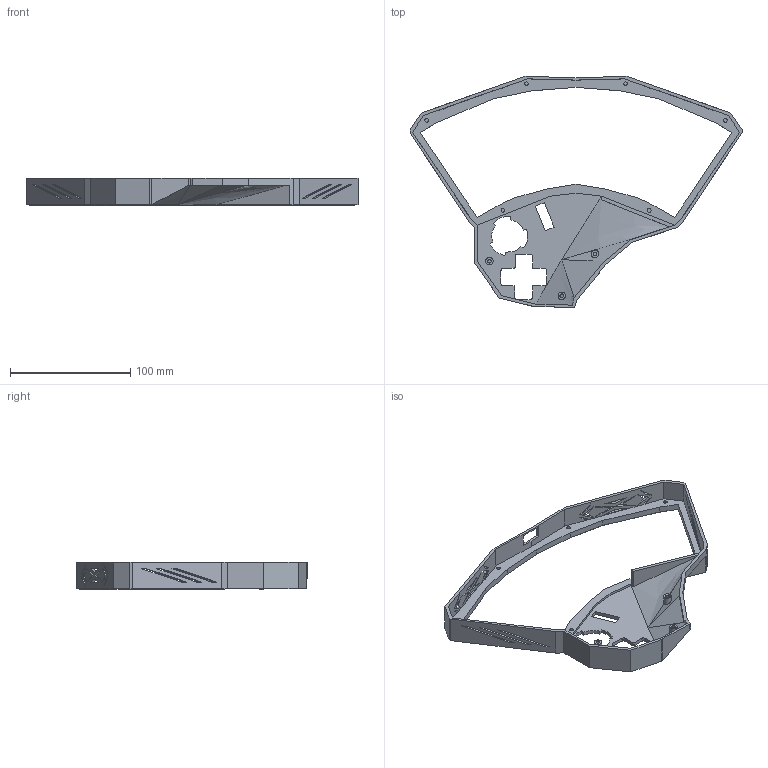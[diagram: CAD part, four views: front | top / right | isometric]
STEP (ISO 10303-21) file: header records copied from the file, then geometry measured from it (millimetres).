
FILE_DESCRIPTION(/* description */ (''),/* implementation_level */ '2;1');
FILE_NAME(/* name */ 'v3jianpanwaiwaike1.step',/* time_stamp */ '2026-01-19T01:15:31-05:00',/* author */ (''),/* organization */ (''),/* preprocessor_version */ 'ST-DEVELOPER v20.1',/* originating_system */ 'Autodesk Translation Framework v14.21.0.0',/* authorisation */ '');
FILE_SCHEMA (('AUTOMOTIVE_DESIGN { 1 0 10303 214 3 1 1 }'));
Length unit declared in the file: millimetre
Products named in the file (1): 2026-01-16-10-35-39-962
Bounding box: 275.76 x 191.92 x 23 mm (x, y, z)
Volume: 81557.7 mm3; surface area: 62317.8 mm2
Topology: 1 solids, 1 shells, 319 faces, 903 edges, 585 vertices
Faces by surface type: plane 275, cylinder 23, bspline 21
Full cylindrical faces by diameter (mm): 3 x7, 3.1 x1, 3.3 x1, 6.2 x3
Entity records: 10637 total; most frequent: CARTESIAN_POINT 2338, ORIENTED_EDGE 1806, DIRECTION 1504, EDGE_CURVE 903, LINE 806, VECTOR 806, VERTEX_POINT 585, EDGE_LOOP 384
